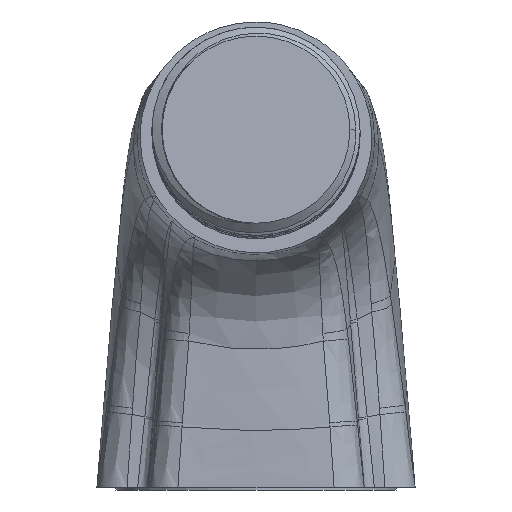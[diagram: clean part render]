
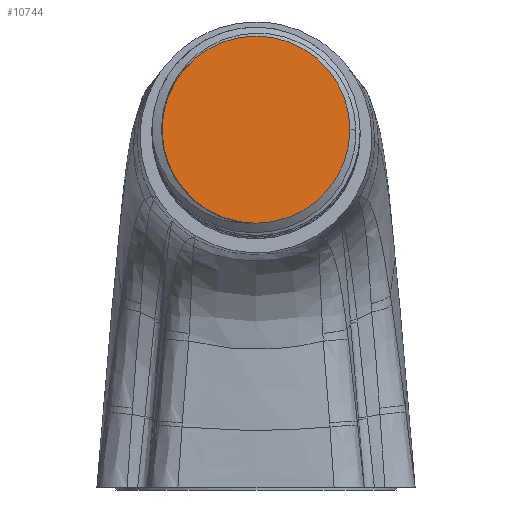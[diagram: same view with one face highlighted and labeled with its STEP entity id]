
A CAD part, front view. The second image highlights one B-rep face of the part: STEP entity #10744.
In plain terms, the highlighted planar face has unit normal (0, -0.996, 0.087).
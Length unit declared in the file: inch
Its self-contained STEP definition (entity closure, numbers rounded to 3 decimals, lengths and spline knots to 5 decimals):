
#10161=CARTESIAN_POINT('',(0.,-1.34867,1.4155));
#10162=DIRECTION('',(0.,-0.996,0.087));
#10163=DIRECTION('',(1.,0.,0.));
#10164=AXIS2_PLACEMENT_3D('',#10161,#10162,#10163);
#10221=CARTESIAN_POINT('',(0.,-1.34867,1.4155));
#10222=DIRECTION('',(0.,0.996,-0.087));
#10223=DIRECTION('',(1.,0.,0.));
#10224=AXIS2_PLACEMENT_3D('',#10221,#10222,#10223);
#10621=CARTESIAN_POINT('',(0.369,-1.34867,1.4155));
#10622=CARTESIAN_POINT('',(-0.369,-1.34867,1.4155));
#10623=VERTEX_POINT('',#10621);
#10624=VERTEX_POINT('',#10622);
#10733=CARTESIAN_POINT('',(0.,-1.34867,1.4155));
#10734=DIRECTION('',(0.,0.996,-0.087));
#10735=DIRECTION('',(-1.,0.,0.));
#10736=AXIS2_PLACEMENT_3D('',#10733,#10734,#10735);
#10737=PLANE('',#10736);
#10739=ORIENTED_EDGE('',*,*,#10738,.F.);
#10741=ORIENTED_EDGE('',*,*,#10740,.T.);
#10742=EDGE_LOOP('',(#10739,#10741));
#10743=FACE_OUTER_BOUND('',#10742,.F.);
#10744=ADVANCED_FACE('',(#10743),#10737,.F.);
#10165=CIRCLE('',#10164,0.369);
#10225=CIRCLE('',#10224,0.369);
#10738=EDGE_CURVE('',#10623,#10624,#10165,.T.);
#10740=EDGE_CURVE('',#10623,#10624,#10225,.T.);
